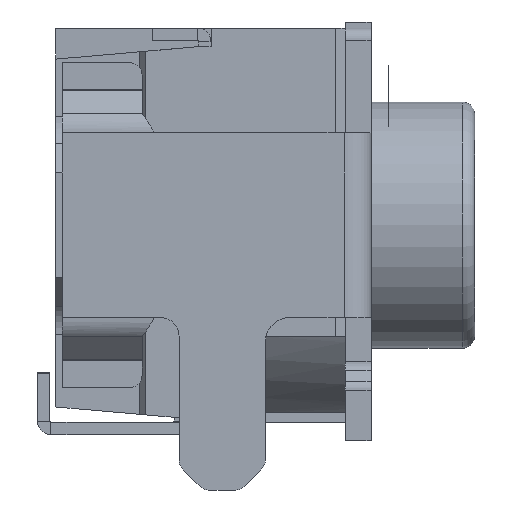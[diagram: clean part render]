
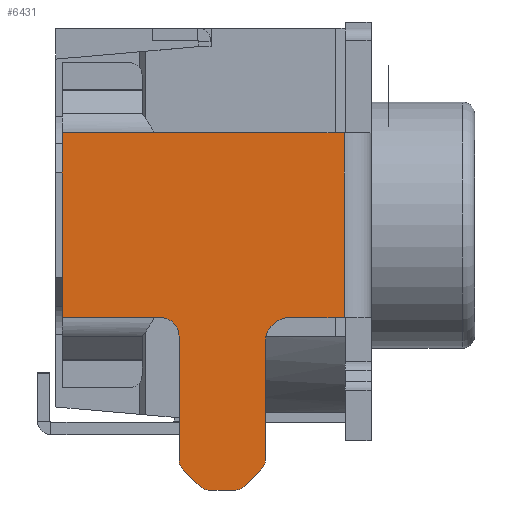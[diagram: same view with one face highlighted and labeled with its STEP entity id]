
A CAD part, left-side view. The second image highlights one B-rep face of the part: STEP entity #6431.
In plain terms, the highlighted planar face has unit normal (-1, 0, 0).
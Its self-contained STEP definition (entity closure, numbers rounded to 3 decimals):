
#140=PLANE('',#6928);
#451=FACE_OUTER_BOUND('',#810,.T.);
#810=EDGE_LOOP('',(#4822,#4823,#4824,#4825,#4826,#4827,#4828,#4829,#4830,
#4831,#4832,#4833,#4834,#4835,#4836,#4837,#4838,#4839));
#1318=LINE('',#9921,#1996);
#1322=LINE('',#9930,#2000);
#1324=LINE('',#9935,#2002);
#1327=LINE('',#9942,#2005);
#1328=LINE('',#9944,#2006);
#1329=LINE('',#9947,#2007);
#1330=LINE('',#9951,#2008);
#1331=LINE('',#9955,#2009);
#1332=LINE('',#9959,#2010);
#1333=LINE('',#9962,#2011);
#1334=LINE('',#9964,#2012);
#1335=LINE('',#9965,#2013);
#1996=VECTOR('',#8052,1000.);
#2000=VECTOR('',#8062,1000.);
#2002=VECTOR('',#8066,1000.);
#2005=VECTOR('',#8075,1000.);
#2006=VECTOR('',#8078,1000.);
#2007=VECTOR('',#8081,1000.);
#2008=VECTOR('',#8084,1000.);
#2009=VECTOR('',#8087,1000.);
#2010=VECTOR('',#8090,1000.);
#2011=VECTOR('',#8093,1000.);
#2012=VECTOR('',#8094,1000.);
#2013=VECTOR('',#8095,1000.);
#2501=CIRCLE('',#6921,0.15);
#2502=CIRCLE('',#6925,0.2);
#2503=CIRCLE('',#6929,0.1);
#2504=CIRCLE('',#6930,0.1);
#2505=CIRCLE('',#6931,0.1);
#2506=CIRCLE('',#6932,0.1);
#2861=VERTEX_POINT('',#9905);
#2862=VERTEX_POINT('',#9914);
#2863=VERTEX_POINT('',#9918);
#2864=VERTEX_POINT('',#9920);
#2865=VERTEX_POINT('',#9924);
#2866=VERTEX_POINT('',#9928);
#2867=VERTEX_POINT('',#9932);
#2868=VERTEX_POINT('',#9934);
#2869=VERTEX_POINT('',#9938);
#2870=VERTEX_POINT('',#9946);
#2871=VERTEX_POINT('',#9948);
#2872=VERTEX_POINT('',#9950);
#2873=VERTEX_POINT('',#9952);
#2874=VERTEX_POINT('',#9954);
#2875=VERTEX_POINT('',#9956);
#2876=VERTEX_POINT('',#9958);
#2877=VERTEX_POINT('',#9961);
#2878=VERTEX_POINT('',#9963);
#3560=EDGE_CURVE('',#2863,#2864,#1318,.T.);
#3563=EDGE_CURVE('',#2865,#2863,#2501,.T.);
#3565=EDGE_CURVE('',#2866,#2865,#1322,.T.);
#3567=EDGE_CURVE('',#2867,#2868,#1324,.T.);
#3570=EDGE_CURVE('',#2869,#2867,#2502,.T.);
#3571=EDGE_CURVE('',#2861,#2869,#1327,.T.);
#3572=EDGE_CURVE('',#2861,#2862,#1328,.T.);
#3573=EDGE_CURVE('',#2870,#2864,#1329,.T.);
#3574=EDGE_CURVE('',#2871,#2866,#2503,.T.);
#3575=EDGE_CURVE('',#2872,#2871,#1330,.T.);
#3576=EDGE_CURVE('',#2873,#2872,#2504,.T.);
#3577=EDGE_CURVE('',#2874,#2873,#1331,.T.);
#3578=EDGE_CURVE('',#2875,#2874,#2505,.T.);
#3579=EDGE_CURVE('',#2876,#2875,#1332,.T.);
#3580=EDGE_CURVE('',#2868,#2876,#2506,.T.);
#3581=EDGE_CURVE('',#2877,#2862,#1333,.T.);
#3582=EDGE_CURVE('',#2877,#2878,#1334,.T.);
#3583=EDGE_CURVE('',#2870,#2878,#1335,.T.);
#4822=ORIENTED_EDGE('',*,*,#3573,.T.);
#4823=ORIENTED_EDGE('',*,*,#3560,.F.);
#4824=ORIENTED_EDGE('',*,*,#3563,.F.);
#4825=ORIENTED_EDGE('',*,*,#3565,.F.);
#4826=ORIENTED_EDGE('',*,*,#3574,.F.);
#4827=ORIENTED_EDGE('',*,*,#3575,.F.);
#4828=ORIENTED_EDGE('',*,*,#3576,.F.);
#4829=ORIENTED_EDGE('',*,*,#3577,.F.);
#4830=ORIENTED_EDGE('',*,*,#3578,.F.);
#4831=ORIENTED_EDGE('',*,*,#3579,.F.);
#4832=ORIENTED_EDGE('',*,*,#3580,.F.);
#4833=ORIENTED_EDGE('',*,*,#3567,.F.);
#4834=ORIENTED_EDGE('',*,*,#3570,.F.);
#4835=ORIENTED_EDGE('',*,*,#3571,.F.);
#4836=ORIENTED_EDGE('',*,*,#3572,.T.);
#4837=ORIENTED_EDGE('',*,*,#3581,.F.);
#4838=ORIENTED_EDGE('',*,*,#3582,.T.);
#4839=ORIENTED_EDGE('',*,*,#3583,.F.);
#6431=ADVANCED_FACE('',(#451),#140,.F.);
#6921=AXIS2_PLACEMENT_3D('',#9926,#8057,#8058);
#6925=AXIS2_PLACEMENT_3D('',#9940,#8071,#8072);
#6928=AXIS2_PLACEMENT_3D('',#9945,#8079,#8080);
#6929=AXIS2_PLACEMENT_3D('',#9949,#8082,#8083);
#6930=AXIS2_PLACEMENT_3D('',#9953,#8085,#8086);
#6931=AXIS2_PLACEMENT_3D('',#9957,#8088,#8089);
#6932=AXIS2_PLACEMENT_3D('',#9960,#8091,#8092);
#8052=DIRECTION('',(0.,1.,0.));
#8057=DIRECTION('center_axis',(-1.,0.,0.));
#8058=DIRECTION('ref_axis',(0.,-1.,0.));
#8062=DIRECTION('',(0.,0.,1.));
#8066=DIRECTION('',(0.,0.,-1.));
#8071=DIRECTION('center_axis',(-1.,0.,0.));
#8072=DIRECTION('ref_axis',(0.,-1.,0.));
#8075=DIRECTION('',(0.,1.,0.));
#8078=DIRECTION('',(0.,0.,1.));
#8079=DIRECTION('center_axis',(1.,0.,0.));
#8080=DIRECTION('ref_axis',(0.,-1.,0.));
#8081=DIRECTION('',(0.,-1.,0.));
#8082=DIRECTION('center_axis',(1.,0.,0.));
#8083=DIRECTION('ref_axis',(0.,-1.,0.));
#8084=DIRECTION('',(0.,0.707,0.707));
#8085=DIRECTION('center_axis',(1.,0.,0.));
#8086=DIRECTION('ref_axis',(0.,-1.,0.));
#8087=DIRECTION('',(0.,1.,0.));
#8088=DIRECTION('center_axis',(1.,0.,0.));
#8089=DIRECTION('ref_axis',(0.,-1.,0.));
#8090=DIRECTION('',(0.,0.707,-0.707));
#8091=DIRECTION('center_axis',(1.,0.,0.));
#8092=DIRECTION('ref_axis',(0.,-1.,0.));
#8093=DIRECTION('',(0.,-1.,0.));
#8094=DIRECTION('',(0.,1.,0.));
#8095=DIRECTION('',(0.,0.,1.));
#9905=CARTESIAN_POINT('',(-2.23,-1.08,1.));
#9914=CARTESIAN_POINT('',(-2.23,-1.08,2.5));
#9918=CARTESIAN_POINT('',(-2.23,0.41,1.));
#9920=CARTESIAN_POINT('',(-2.23,0.46,1.));
#9921=CARTESIAN_POINT('',(-2.23,0.46,1.));
#9924=CARTESIAN_POINT('',(-2.23,0.26,0.85));
#9926=CARTESIAN_POINT('Origin',(-2.23,0.41,0.85));
#9928=CARTESIAN_POINT('',(-2.23,0.26,-0.159));
#9930=CARTESIAN_POINT('',(-2.23,0.26,2.6));
#9932=CARTESIAN_POINT('',(-2.23,-0.44,0.8));
#9934=CARTESIAN_POINT('',(-2.23,-0.44,-0.159));
#9935=CARTESIAN_POINT('',(-2.23,-0.44,2.6));
#9938=CARTESIAN_POINT('',(-2.23,-0.64,1.));
#9940=CARTESIAN_POINT('Origin',(-2.23,-0.64,0.8));
#9942=CARTESIAN_POINT('',(-2.23,0.46,1.));
#9944=CARTESIAN_POINT('',(-2.23,-1.08,2.5));
#9945=CARTESIAN_POINT('Origin',(-2.23,0.46,2.6));
#9946=CARTESIAN_POINT('',(-2.23,1.21,1.));
#9947=CARTESIAN_POINT('',(-2.23,0.46,1.));
#9948=CARTESIAN_POINT('',(-2.23,0.231,-0.229));
#9949=CARTESIAN_POINT('Origin',(-2.23,0.16,-0.159));
#9950=CARTESIAN_POINT('',(-2.23,0.089,-0.371));
#9951=CARTESIAN_POINT('',(-2.23,0.231,-0.229));
#9952=CARTESIAN_POINT('',(-2.23,0.019,-0.4));
#9953=CARTESIAN_POINT('Origin',(-2.23,0.019,-0.3));
#9954=CARTESIAN_POINT('',(-2.23,-0.199,-0.4));
#9955=CARTESIAN_POINT('',(-2.23,0.019,-0.4));
#9956=CARTESIAN_POINT('',(-2.23,-0.269,-0.371));
#9957=CARTESIAN_POINT('Origin',(-2.23,-0.199,-0.3));
#9958=CARTESIAN_POINT('',(-2.23,-0.411,-0.229));
#9959=CARTESIAN_POINT('',(-2.23,-0.269,-0.371));
#9960=CARTESIAN_POINT('Origin',(-2.23,-0.34,-0.159));
#9961=CARTESIAN_POINT('',(-2.23,0.46,2.5));
#9962=CARTESIAN_POINT('',(-2.23,0.46,2.5));
#9963=CARTESIAN_POINT('',(-2.23,1.21,2.5));
#9964=CARTESIAN_POINT('',(-2.23,0.46,2.5));
#9965=CARTESIAN_POINT('',(-2.23,1.21,2.6));
